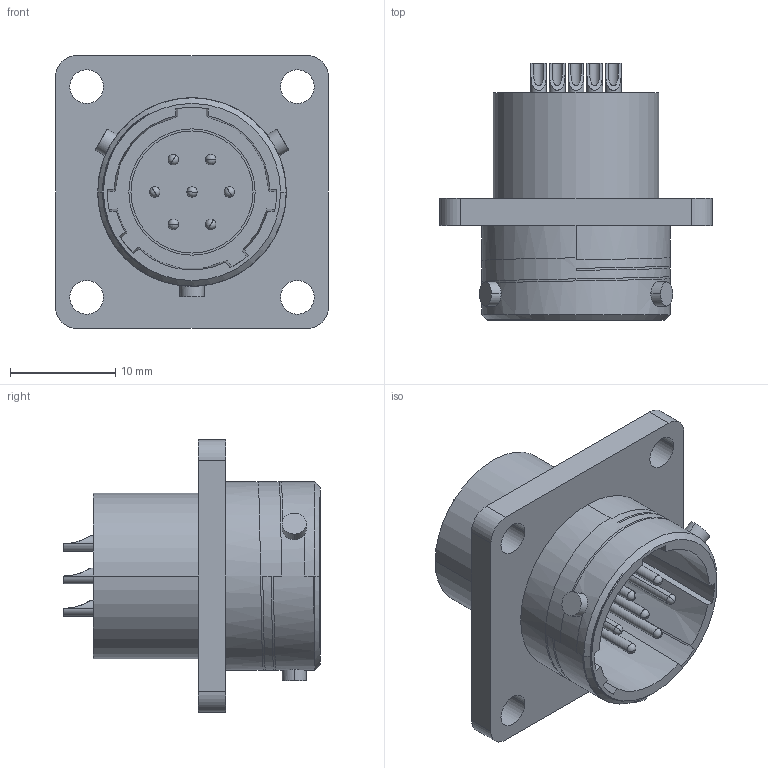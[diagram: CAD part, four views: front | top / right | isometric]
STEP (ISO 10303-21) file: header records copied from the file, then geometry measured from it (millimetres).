
FILE_DESCRIPTION((''),'2;1');
FILE_NAME('PRT0006','2019-03-30T',('Administrator'),(''),'PRO/ENGINEER BY PARAMETRIC TECHNOLOGY CORPORATION, 2015240','PRO/ENGINEER BY PARAMETRIC TECHNOLOGY CORPORATION, 2015240','');
FILE_SCHEMA(('CONFIG_CONTROL_DESIGN'));
Length unit declared in the file: millimetre
Products named in the file (1): PRT0006
Bounding box: 25.9 x 24.4 x 25.9 mm (x, y, z)
Volume: 3702.3 mm3; surface area: 4397 mm2
Topology: 1 solids, 1 shells, 163 faces, 421 edges, 268 vertices
Faces by surface type: cylinder 90, plane 47, sphere 14, cone 9, bspline 3
Entity records: 5811 total; most frequent: CARTESIAN_POINT 1828, DIRECTION 838, ORIENTED_EDGE 814, EDGE_CURVE 407, AXIS2_PLACEMENT_3D 347, VERTEX_POINT 268, EDGE_LOOP 193, CIRCLE 187
